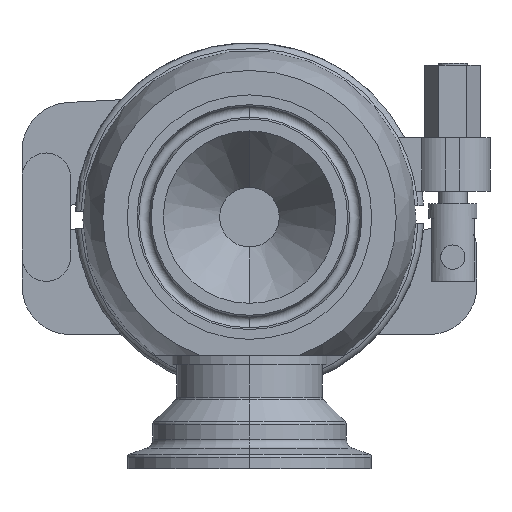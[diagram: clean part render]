
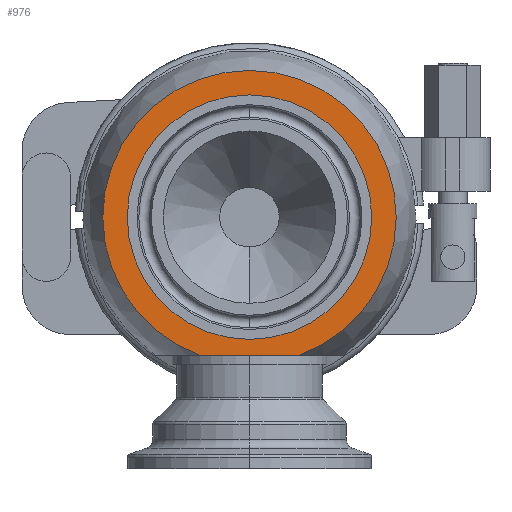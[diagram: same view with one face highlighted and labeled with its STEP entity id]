
A CAD part, front view. The second image highlights one B-rep face of the part: STEP entity #976.
In plain terms, the highlighted planar face has unit normal (0, -1, 0).
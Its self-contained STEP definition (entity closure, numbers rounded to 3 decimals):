
#69=CARTESIAN_POINT('',(0.,-16.5,0.));
#70=DIRECTION('',(0.,-1.,0.));
#71=DIRECTION('',(0.,0.,-1.));
#72=AXIS2_PLACEMENT_3D('',#69,#70,#71);
#84=DIRECTION('',(-1.,0.,0.));
#85=VECTOR('',#84,20.567);
#86=CARTESIAN_POINT('',(10.283,-16.5,-28.5));
#87=LINE('',#86,#85);
#88=CARTESIAN_POINT('',(0.,-16.5,0.));
#89=DIRECTION('',(0.,-1.,0.));
#90=DIRECTION('',(0.,0.,1.));
#91=AXIS2_PLACEMENT_3D('',#88,#89,#90);
#588=CARTESIAN_POINT('',(0.,-16.5,0.));
#589=DIRECTION('',(0.,-1.,0.));
#590=DIRECTION('',(0.339,0.,-0.941));
#591=AXIS2_PLACEMENT_3D('',#588,#589,#590);
#706=CARTESIAN_POINT('',(0.,-16.5,-21.5));
#707=CARTESIAN_POINT('',(0.,-16.5,21.5));
#708=VERTEX_POINT('',#706);
#709=VERTEX_POINT('',#707);
#736=CARTESIAN_POINT('',(10.283,-16.5,-28.5));
#737=CARTESIAN_POINT('',(-10.283,-16.5,-28.5));
#738=VERTEX_POINT('',#736);
#739=VERTEX_POINT('',#737);
#960=CARTESIAN_POINT('',(0.,-16.5,0.));
#961=DIRECTION('',(0.,-1.,0.));
#962=DIRECTION('',(0.,0.,1.));
#963=AXIS2_PLACEMENT_3D('',#960,#961,#962);
#964=PLANE('',#963);
#966=ORIENTED_EDGE('',*,*,#965,.T.);
#968=ORIENTED_EDGE('',*,*,#967,.F.);
#969=EDGE_LOOP('',(#966,#968));
#970=FACE_OUTER_BOUND('',#969,.F.);
#971=ORIENTED_EDGE('',*,*,#950,.T.);
#973=ORIENTED_EDGE('',*,*,#972,.T.);
#974=EDGE_LOOP('',(#971,#973));
#975=FACE_BOUND('',#974,.F.);
#976=ADVANCED_FACE('',(#970,#975),#964,.T.);
#73=CIRCLE('',#72,21.5);
#92=CIRCLE('',#91,21.5);
#592=CIRCLE('',#591,30.299);
#950=EDGE_CURVE('',#708,#709,#73,.T.);
#965=EDGE_CURVE('',#738,#739,#87,.T.);
#967=EDGE_CURVE('',#738,#739,#592,.T.);
#972=EDGE_CURVE('',#709,#708,#92,.T.);
